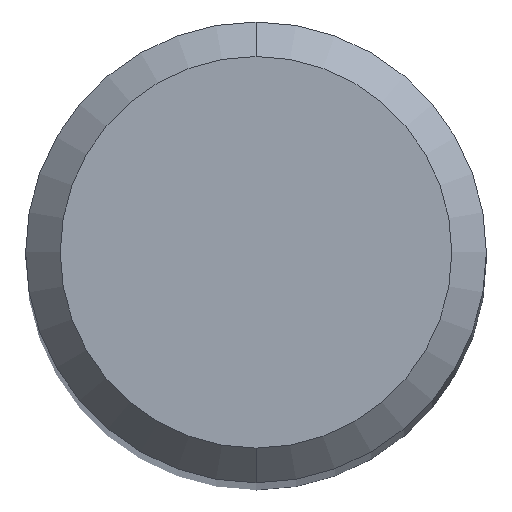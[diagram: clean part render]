
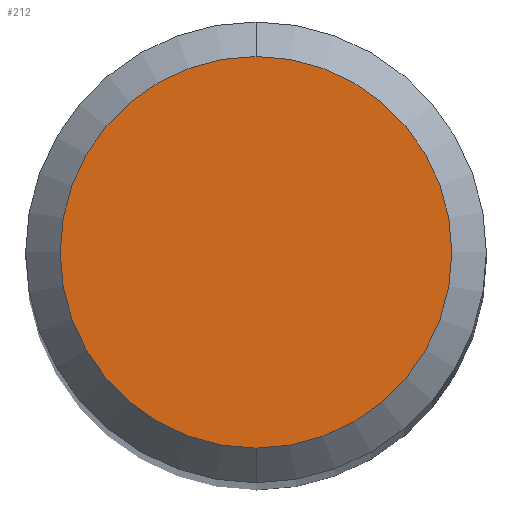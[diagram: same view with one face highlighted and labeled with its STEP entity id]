
A CAD part, top view. The second image highlights one B-rep face of the part: STEP entity #212.
In plain terms, the highlighted planar face has unit normal (0, 0, 1).
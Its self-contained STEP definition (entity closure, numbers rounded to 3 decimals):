
#98=VERTEX_POINT('',#240);
#128=VERTEX_POINT('',#276);
#130=EDGE_CURVE('',#98,#128,#278,.T.);
#138=EDGE_CURVE('',#128,#98,#288,.T.);
#212=ADVANCED_FACE('',(#369),#370,.T.);
#240=CARTESIAN_POINT('',(0.0,1.7,0.0));
#276=CARTESIAN_POINT('',(0.,-1.7,0.0));
#278=CIRCLE('',#435,1.7);
#288=CIRCLE('',#446,1.7);
#369=FACE_OUTER_BOUND('',#553,.T.);
#370=PLANE('',#554);
#435=AXIS2_PLACEMENT_3D('',#619,#620,#621);
#446=AXIS2_PLACEMENT_3D('',#630,#631,#632);
#553=EDGE_LOOP('',(#732,#733));
#554=AXIS2_PLACEMENT_3D('',#734,#735,#736);
#619=CARTESIAN_POINT('',(0.0,0.0,0.0));
#620=DIRECTION('',(0.0,0.0,-1.0));
#621=DIRECTION('',(0.0,1.0,0.0));
#630=CARTESIAN_POINT('',(0.0,0.0,0.0));
#631=DIRECTION('',(0.0,0.0,-1.0));
#632=DIRECTION('',(0.0,1.0,0.0));
#732=ORIENTED_EDGE('',*,*,#130,.F.);
#733=ORIENTED_EDGE('',*,*,#138,.F.);
#734=CARTESIAN_POINT('',(0.0,0.85,0.0));
#735=DIRECTION('',(-0.0,0.0,1.0));
#736=DIRECTION('',(0.0,-1.0,0.0));
